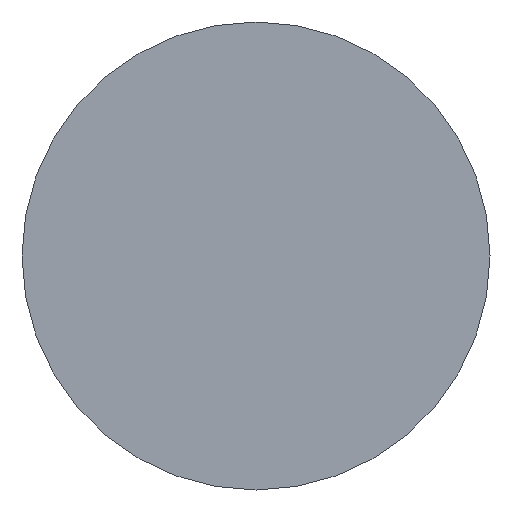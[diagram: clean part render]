
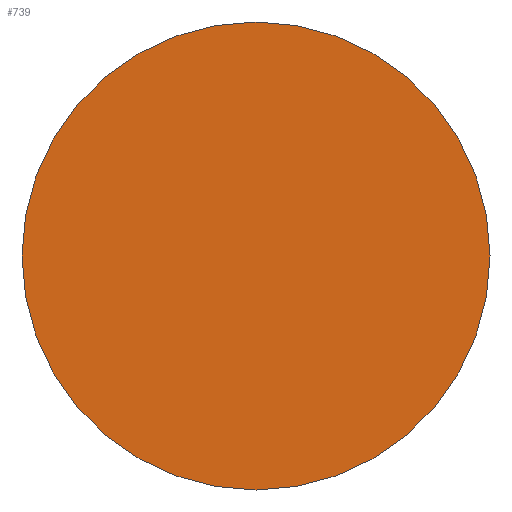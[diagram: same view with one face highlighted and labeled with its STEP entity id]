
A CAD part, front view. The second image highlights one B-rep face of the part: STEP entity #739.
In plain terms, the highlighted planar face has unit normal (0, -1, 0).
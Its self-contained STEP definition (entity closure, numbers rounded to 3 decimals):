
#256 = DIRECTION ( 'NONE',  ( 0., 1., 0. ) ) ;
#263 = CARTESIAN_POINT ( 'NONE',  ( -45., -41.1, 0. ) ) ;
#274 = CARTESIAN_POINT ( 'NONE',  ( 0., -41.1, 0. ) ) ;
#293 = DIRECTION ( 'NONE',  ( -1., 0., 0. ) ) ;
#396 = PLANE ( 'NONE',  #1066 ) ;
#406 = DIRECTION ( 'NONE',  ( 1., 0., 0. ) ) ;
#412 = DIRECTION ( 'NONE',  ( 0., -1., 0. ) ) ;
#414 = CARTESIAN_POINT ( 'NONE',  ( -45., -41.1, 0. ) ) ;
#739 = ADVANCED_FACE ( 'NONE', ( #772 ), #396, .T. ) ;
#772 = FACE_OUTER_BOUND ( 'NONE', #1557, .T. ) ;
#978 = VERTEX_POINT ( 'NONE', #263 ) ;
#1027 = AXIS2_PLACEMENT_3D ( 'NONE', #274, #256, #293 ) ;
#1028 = CIRCLE ( 'NONE', #1027, 45. ) ;
#1066 = AXIS2_PLACEMENT_3D ( 'NONE', #414, #412, #406 ) ;
#1086 = CARTESIAN_POINT ( 'NONE',  ( 0., -41.1, 0. ) ) ;
#1135 = DIRECTION ( 'NONE',  ( -1., 0., 0. ) ) ;
#1137 = CARTESIAN_POINT ( 'NONE',  ( 45., -41.1, 0. ) ) ;
#1161 = DIRECTION ( 'NONE',  ( 0., 1., 0. ) ) ;
#1197 = AXIS2_PLACEMENT_3D ( 'NONE', #1086, #1161, #1135 ) ;
#1215 = CIRCLE ( 'NONE', #1197, 45. ) ;
#1346 = EDGE_CURVE ( 'NONE', #1599, #978, #1028, .T. ) ;
#1485 = EDGE_CURVE ( 'NONE', #978, #1599, #1215, .T. ) ;
#1554 = ORIENTED_EDGE ( 'NONE', *, *, #1346, .F. ) ;
#1557 = EDGE_LOOP ( 'NONE', ( #1565, #1554 ) ) ;
#1565 = ORIENTED_EDGE ( 'NONE', *, *, #1485, .F. ) ;
#1599 = VERTEX_POINT ( 'NONE', #1137 ) ;
